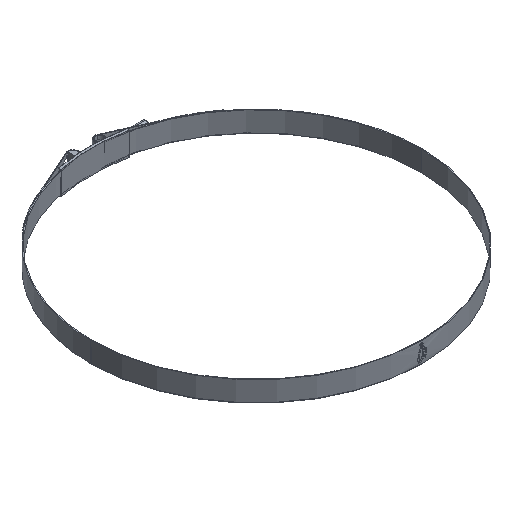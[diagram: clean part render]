
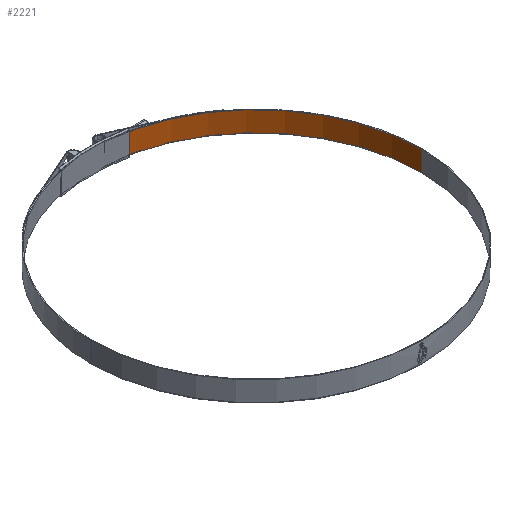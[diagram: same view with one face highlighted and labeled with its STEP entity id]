
A CAD part, isometric view. The second image highlights one B-rep face of the part: STEP entity #2221.
In plain terms, the highlighted cylindrical face has radius 155 mm (diameter 310 mm), a partial arc.
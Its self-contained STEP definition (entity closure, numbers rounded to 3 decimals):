
#181 = CARTESIAN_POINT ( 'NONE',  ( 0., 0., -9.525 ) ) ;
#1075 = CARTESIAN_POINT ( 'NONE',  ( 155., 0., 9.525 ) ) ;
#1370 = DIRECTION ( 'NONE',  ( 0., 0., -1. ) ) ;
#1525 = AXIS2_PLACEMENT_3D ( 'NONE', #181, #11109, #13441 ) ;
#2220 = CIRCLE ( 'NONE', #4082, 155. ) ;
#2221 = ADVANCED_FACE ( 'NONE', ( #2291 ), #3313, .F. ) ;
#2291 = FACE_OUTER_BOUND ( 'NONE', #6008, .T. ) ;
#2543 = CARTESIAN_POINT ( 'NONE',  ( 0., 0., 9.525 ) ) ;
#2843 = CARTESIAN_POINT ( 'NONE',  ( 155., 0., 9.525 ) ) ;
#3313 = CYLINDRICAL_SURFACE ( 'NONE', #6297, 155. ) ;
#3402 = VERTEX_POINT ( 'NONE', #12946 ) ;
#4082 = AXIS2_PLACEMENT_3D ( 'NONE', #2543, #7180, #10376 ) ;
#4627 = CARTESIAN_POINT ( 'NONE',  ( 12.109, 154.526, 9.525 ) ) ;
#4736 = VERTEX_POINT ( 'NONE', #6325 ) ;
#5457 = VERTEX_POINT ( 'NONE', #13639 ) ;
#5460 = VECTOR ( 'NONE', #14015, 1000. ) ;
#5800 = ORIENTED_EDGE ( 'NONE', *, *, #12256, .T. ) ;
#6008 = EDGE_LOOP ( 'NONE', ( #12535, #12755, #10090, #5800 ) ) ;
#6297 = AXIS2_PLACEMENT_3D ( 'NONE', #13320, #9969, #8893 ) ;
#6325 = CARTESIAN_POINT ( 'NONE',  ( 12.109, 154.526, 9.525 ) ) ;
#6827 = VECTOR ( 'NONE', #1370, 1000. ) ;
#7180 = DIRECTION ( 'NONE',  ( 0., 0., -1. ) ) ;
#8719 = LINE ( 'NONE', #2843, #5460 ) ;
#8893 = DIRECTION ( 'NONE',  ( -1., 0., 0. ) ) ;
#9969 = DIRECTION ( 'NONE',  ( 0., 0., -1. ) ) ;
#10090 = ORIENTED_EDGE ( 'NONE', *, *, #11289, .T. ) ;
#10376 = DIRECTION ( 'NONE',  ( -1., 0., 0. ) ) ;
#11067 = VERTEX_POINT ( 'NONE', #1075 ) ;
#11109 = DIRECTION ( 'NONE',  ( 0., 0., -1. ) ) ;
#11220 = LINE ( 'NONE', #4627, #6827 ) ;
#11289 = EDGE_CURVE ( 'NONE', #4736, #5457, #11220, .T. ) ;
#12256 = EDGE_CURVE ( 'NONE', #5457, #3402, #13786, .T. ) ;
#12535 = ORIENTED_EDGE ( 'NONE', *, *, #13325, .F. ) ;
#12755 = ORIENTED_EDGE ( 'NONE', *, *, #13469, .F. ) ;
#12946 = CARTESIAN_POINT ( 'NONE',  ( 155., 0., -9.525 ) ) ;
#13320 = CARTESIAN_POINT ( 'NONE',  ( 0., 0., 9.525 ) ) ;
#13325 = EDGE_CURVE ( 'NONE', #11067, #3402, #8719, .T. ) ;
#13441 = DIRECTION ( 'NONE',  ( -1., 0., 0. ) ) ;
#13469 = EDGE_CURVE ( 'NONE', #4736, #11067, #2220, .T. ) ;
#13639 = CARTESIAN_POINT ( 'NONE',  ( 12.109, 154.526, -9.525 ) ) ;
#13786 = CIRCLE ( 'NONE', #1525, 155. ) ;
#14015 = DIRECTION ( 'NONE',  ( 0., 0., -1. ) ) ;
